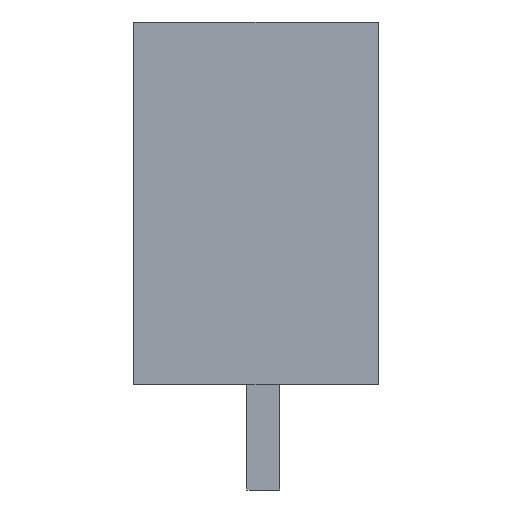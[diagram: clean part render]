
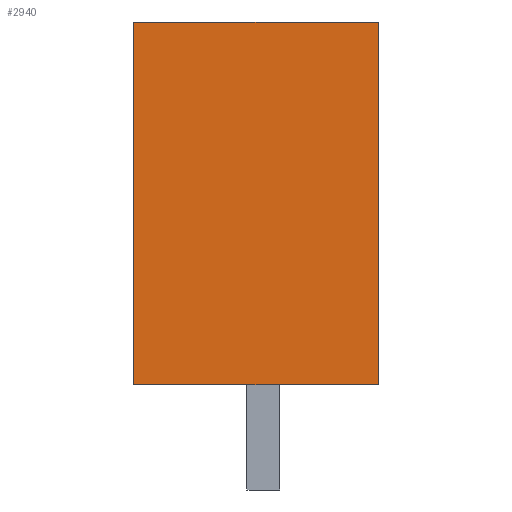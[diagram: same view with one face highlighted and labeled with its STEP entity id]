
A CAD part, left-side view. The second image highlights one B-rep face of the part: STEP entity #2940.
In plain terms, the highlighted planar face has unit normal (-1, 0, 0).
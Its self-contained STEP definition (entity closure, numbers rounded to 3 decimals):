
#2920=AXIS2_PLACEMENT_3D('Plane Axis2P3D',#2917,#2918,#2919) ;
#276=CARTESIAN_POINT('Vertex',(0.,7.45,3.2)) ;
#279=CARTESIAN_POINT('Line Origine',(0.,7.45,8.725)) ;
#283=CARTESIAN_POINT('Vertex',(0.,7.45,14.25)) ;
#2901=CARTESIAN_POINT('Vertex',(0.,0.,3.2)) ;
#2904=CARTESIAN_POINT('Line Origine',(0.,3.725,3.2)) ;
#2917=CARTESIAN_POINT('Axis2P3D Location',(0.,7.45,1.8)) ;
#2922=CARTESIAN_POINT('Line Origine',(0.,0.,8.725)) ;
#2926=CARTESIAN_POINT('Vertex',(0.,0.,14.25)) ;
#2929=CARTESIAN_POINT('Line Origine',(0.,3.725,14.25)) ;
#280=DIRECTION('Vector Direction',(0.,0.,1.)) ;
#2905=DIRECTION('Vector Direction',(0.,1.,0.)) ;
#2918=DIRECTION('Axis2P3D Direction',(1.,0.,0.)) ;
#2919=DIRECTION('Axis2P3D XDirection',(0.,0.,-1.)) ;
#2923=DIRECTION('Vector Direction',(0.,0.,-1.)) ;
#2930=DIRECTION('Vector Direction',(0.,-1.,0.)) ;
#281=VECTOR('Line Direction',#280,1.) ;
#2906=VECTOR('Line Direction',#2905,1.) ;
#2924=VECTOR('Line Direction',#2923,1.) ;
#2931=VECTOR('Line Direction',#2930,1.) ;
#2935=ORIENTED_EDGE('',*,*,#2908,.F.) ;
#2936=ORIENTED_EDGE('',*,*,#2928,.F.) ;
#2937=ORIENTED_EDGE('',*,*,#2933,.F.) ;
#2938=ORIENTED_EDGE('',*,*,#285,.F.) ;
#2940=ADVANCED_FACE('HOUSING',(#2939),#2921,.F.) ;
#285=EDGE_CURVE('',#277,#284,#282,.T.) ;
#2908=EDGE_CURVE('',#2902,#277,#2907,.T.) ;
#2928=EDGE_CURVE('',#2927,#2902,#2925,.T.) ;
#2933=EDGE_CURVE('',#284,#2927,#2932,.T.) ;
#2934=EDGE_LOOP('',(#2935,#2936,#2937,#2938)) ;
#2939=FACE_OUTER_BOUND('',#2934,.T.) ;
#282=LINE('Line',#279,#281) ;
#2907=LINE('Line',#2904,#2906) ;
#2925=LINE('Line',#2922,#2924) ;
#2932=LINE('Line',#2929,#2931) ;
#2921=PLANE('',#2920) ;
#277=VERTEX_POINT('',#276) ;
#284=VERTEX_POINT('',#283) ;
#2902=VERTEX_POINT('',#2901) ;
#2927=VERTEX_POINT('',#2926) ;
